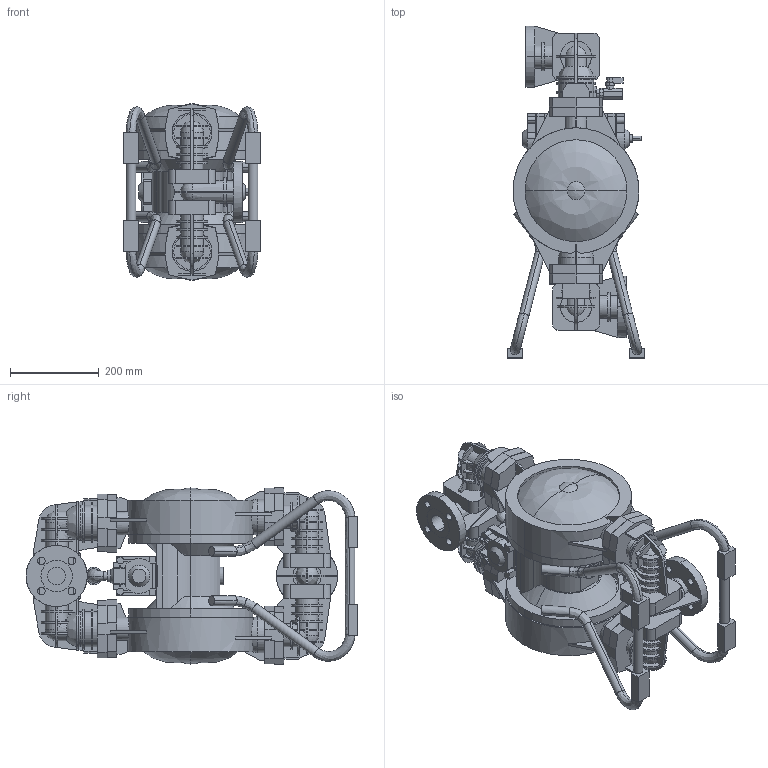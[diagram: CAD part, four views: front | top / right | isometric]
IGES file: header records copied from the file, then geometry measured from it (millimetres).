
Start section: SolidWorks IGES FILE using NURB representation for surfaces
Global section: file name: NDP-40 BV仩 YA.IGS; native system: SolidWorks 2004 by SolidWorks Corporation; preprocessor: Version 5.3; author: user; date: 050818.172758; units: millimetre
Bounding box: 310 x 749 x 398 mm (x, y, z)
Volume: 26129234.2 mm3; surface area: 1608906.5 mm2
Topology: 3 solids, 3 shells, 1229 faces, 3524 edges, 2332 vertices
Faces by surface type: bspline 1229
